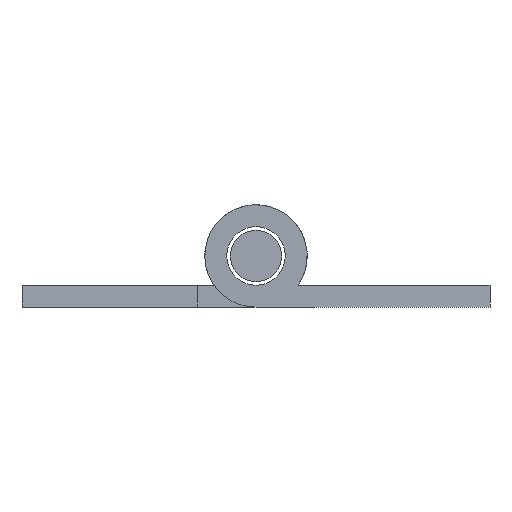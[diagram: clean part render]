
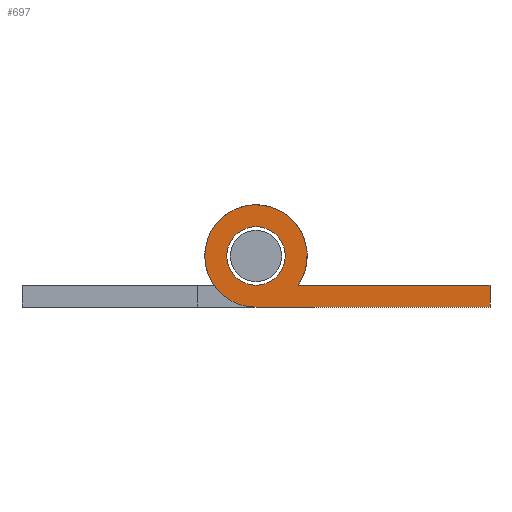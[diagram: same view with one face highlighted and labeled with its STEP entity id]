
A CAD part, front view. The second image highlights one B-rep face of the part: STEP entity #697.
In plain terms, the highlighted planar face has unit normal (0, -1, 0).
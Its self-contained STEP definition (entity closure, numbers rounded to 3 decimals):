
#634 = EDGE_CURVE ( 'NONE', #635, #714, #2496, .T. ) ;
#635 = VERTEX_POINT ( 'NONE', #2491 ) ;
#636 = ORIENTED_EDGE ( 'NONE', *, *, #637, .F. ) ;
#637 = EDGE_CURVE ( 'NONE', #711, #635, #2490, .T. ) ;
#638 = EDGE_LOOP ( 'NONE', ( #639, #640 ) ) ;
#639 = ORIENTED_EDGE ( 'NONE', *, *, #1513, .T. ) ;
#640 = ORIENTED_EDGE ( 'NONE', *, *, #645, .T. ) ;
#645 = EDGE_CURVE ( 'NONE', #1437, #1434, #2485, .T. ) ;
#697 = ADVANCED_FACE ( 'NONE', ( #2638, #2637 ), #2636, .F. ) ;
#698 = EDGE_LOOP ( 'NONE', ( #708, #712, #715, #636 ) ) ;
#708 = ORIENTED_EDGE ( 'NONE', *, *, #709, .F. ) ;
#709 = EDGE_CURVE ( 'NONE', #710, #711, #2611, .T. ) ;
#710 = VERTEX_POINT ( 'NONE', #2675 ) ;
#711 = VERTEX_POINT ( 'NONE', #2674 ) ;
#712 = ORIENTED_EDGE ( 'NONE', *, *, #713, .F. ) ;
#713 = EDGE_CURVE ( 'NONE', #714, #710, #2673, .T. ) ;
#714 = VERTEX_POINT ( 'NONE', #2669 ) ;
#715 = ORIENTED_EDGE ( 'NONE', *, *, #634, .F. ) ;
#1434 = VERTEX_POINT ( 'NONE', #4116 ) ;
#1437 = VERTEX_POINT ( 'NONE', #4114 ) ;
#1513 = EDGE_CURVE ( 'NONE', #1434, #1437, #4273, .T. ) ;
#2481 = DIRECTION ( 'NONE',  ( 0., 0., 1. ) ) ;
#2482 = DIRECTION ( 'NONE',  ( 0., 1., 0. ) ) ;
#2483 = CARTESIAN_POINT ( 'NONE',  ( 0., -375., 0. ) ) ;
#2484 = AXIS2_PLACEMENT_3D ( 'NONE', #2483, #2482, #2481 ) ;
#2485 = CIRCLE ( 'NONE', #2484, 2. ) ;
#2487 = DIRECTION ( 'NONE',  ( -1., 0., 0. ) ) ;
#2488 = VECTOR ( 'NONE', #2487, 1000. ) ;
#2489 = CARTESIAN_POINT ( 'NONE',  ( 0., -375., -3.5 ) ) ;
#2490 = LINE ( 'NONE', #2489, #2488 ) ;
#2491 = CARTESIAN_POINT ( 'NONE',  ( 0., -375., -3.5 ) ) ;
#2492 = DIRECTION ( 'NONE',  ( 0., 0., 1. ) ) ;
#2493 = DIRECTION ( 'NONE',  ( 0., 1., 0. ) ) ;
#2494 = CARTESIAN_POINT ( 'NONE',  ( 0., -375., 0. ) ) ;
#2495 = AXIS2_PLACEMENT_3D ( 'NONE', #2494, #2493, #2492 ) ;
#2496 = CIRCLE ( 'NONE', #2495, 3.5 ) ;
#2608 = DIRECTION ( 'NONE',  ( 0., 0., -1. ) ) ;
#2609 = VECTOR ( 'NONE', #2608, 1000. ) ;
#2610 = CARTESIAN_POINT ( 'NONE',  ( 16., -375., -3.5 ) ) ;
#2611 = LINE ( 'NONE', #2610, #2609 ) ;
#2632 = DIRECTION ( 'NONE',  ( 0., 0., 1. ) ) ;
#2633 = DIRECTION ( 'NONE',  ( 0., 1., 0. ) ) ;
#2634 = CARTESIAN_POINT ( 'NONE',  ( 0., -375., 0. ) ) ;
#2635 = AXIS2_PLACEMENT_3D ( 'NONE', #2634, #2633, #2632 ) ;
#2636 = PLANE ( 'NONE',  #2635 ) ;
#2637 = FACE_BOUND ( 'NONE', #638, .T. ) ;
#2638 = FACE_OUTER_BOUND ( 'NONE', #698, .T. ) ;
#2669 = CARTESIAN_POINT ( 'NONE',  ( 2.872, -375., -2. ) ) ;
#2670 = DIRECTION ( 'NONE',  ( 1., 0., 0. ) ) ;
#2671 = VECTOR ( 'NONE', #2670, 1000. ) ;
#2672 = CARTESIAN_POINT ( 'NONE',  ( 16., -375., -2. ) ) ;
#2673 = LINE ( 'NONE', #2672, #2671 ) ;
#2674 = CARTESIAN_POINT ( 'NONE',  ( 16., -375., -3.5 ) ) ;
#2675 = CARTESIAN_POINT ( 'NONE',  ( 16., -375., -2. ) ) ;
#4114 = CARTESIAN_POINT ( 'NONE',  ( 0., -375., 2. ) ) ;
#4116 = CARTESIAN_POINT ( 'NONE',  ( 0., -375., -2. ) ) ;
#4269 = DIRECTION ( 'NONE',  ( 0., 0., 1. ) ) ;
#4270 = DIRECTION ( 'NONE',  ( 0., 1., 0. ) ) ;
#4271 = CARTESIAN_POINT ( 'NONE',  ( 0., -375., 0. ) ) ;
#4272 = AXIS2_PLACEMENT_3D ( 'NONE', #4271, #4270, #4269 ) ;
#4273 = CIRCLE ( 'NONE', #4272, 2. ) ;
